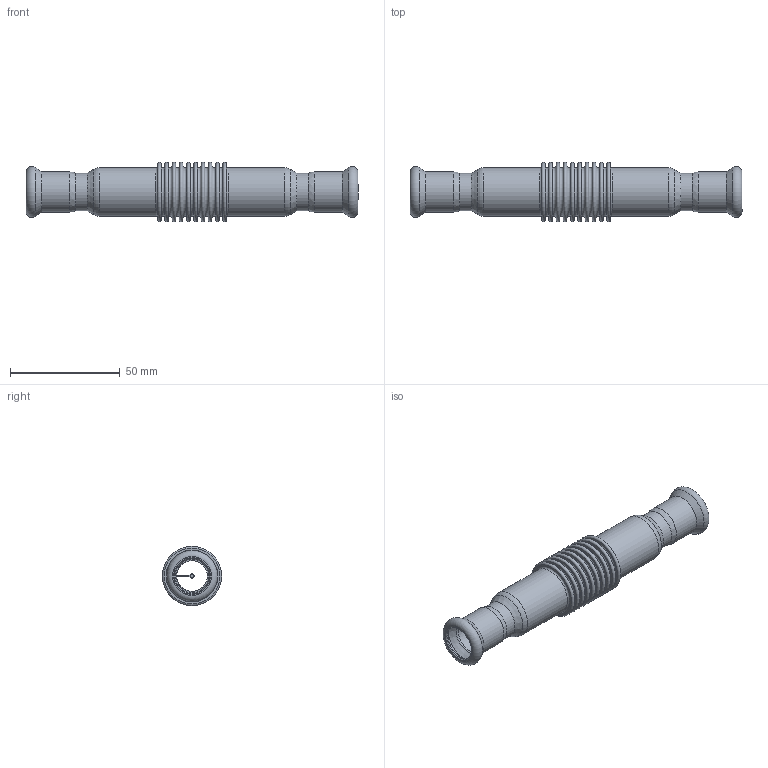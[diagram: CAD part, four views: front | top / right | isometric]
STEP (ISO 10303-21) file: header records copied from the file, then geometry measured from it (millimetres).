
FILE_DESCRIPTION(/* description */ (''),/* implementation_level */ '2;1');
FILE_NAME(/* name */ '33922.stp',/* time_stamp */ '2014-04-03T12:03:10+02:00',/* author */ ('bruh'),/* organization */ (''),/* preprocessor_version */ 'ST-DEVELOPER v15.2',/* originating_system */ 'Autodesk Inventor 2014',/* authorisation */ '');
FILE_SCHEMA (('AUTOMOTIVE_DESIGN { 1 0 10303 214 3 1 1 }'));
Length unit declared in the file: millimetre
Products named in the file (5): 432305; 900055; 32305; 33922
Bounding box: 151 x 27 x 27 mm (x, y, z)
Volume: 17340.7 mm3; surface area: 22699.8 mm2
Topology: 5 solids, 5 shells, 106 faces, 190 edges, 120 vertices
Faces by surface type: plane 42, torus 31, cylinder 19, cone 12, bspline 2
Full cylindrical faces by diameter (mm): 14 x4, 15.2 x2, 15.8 x2, 17 x2, 18.3 x2, 19 x3, 22 x2
Entity records: 1723 total; most frequent: DIRECTION 328, CARTESIAN_POINT 278, ORIENTED_EDGE 170, AXIS2_PLACEMENT_3D 160, EDGE_LOOP 145, EDGE_CURVE 85, FACE_BOUND 84, VERTEX_POINT 80
